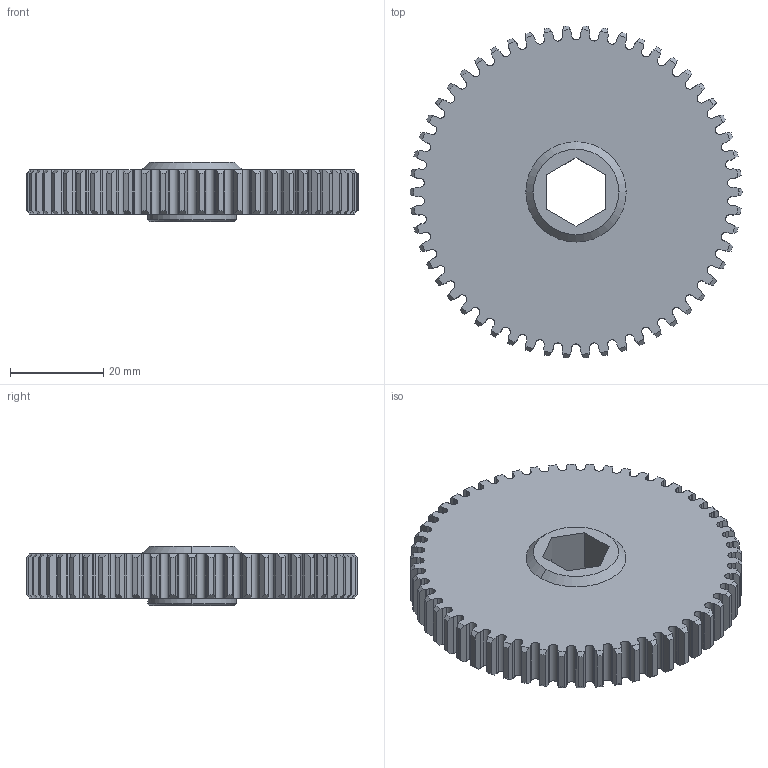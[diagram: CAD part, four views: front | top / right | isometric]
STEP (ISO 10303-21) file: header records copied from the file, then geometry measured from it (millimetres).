
FILE_DESCRIPTION (( 'STEP AP203' ), '1' );
FILE_NAME ('REV-21-1938.STEP', '2024-12-10T15:32:56', ( '' ), ( '' ), 'SwSTEP 2.0', 'SolidWorks 2022', '' );
FILE_SCHEMA (( 'CONFIG_CONTROL_DESIGN' ));
Length unit declared in the file: millimetre
Products named in the file (1): REV-21-1938
Bounding box: 71.12 x 71.06 x 12.7 mm (x, y, z)
Volume: 15941.6 mm3; surface area: 13274.5 mm2
Topology: 1 solids, 1 shells, 597 faces, 1773 edges, 1180 vertices
Faces by surface type: bspline 216, cylinder 136, plane 126, cone 115, torus 4
Entity records: 29073 total; most frequent: CARTESIAN_POINT 14631, ORIENTED_EDGE 3546, DIRECTION 2238, EDGE_CURVE 1773, VERTEX_POINT 1180, AXIS2_PLACEMENT_3D 783, B_SPLINE_CURVE_WITH_KNOTS 700, LINE 672
